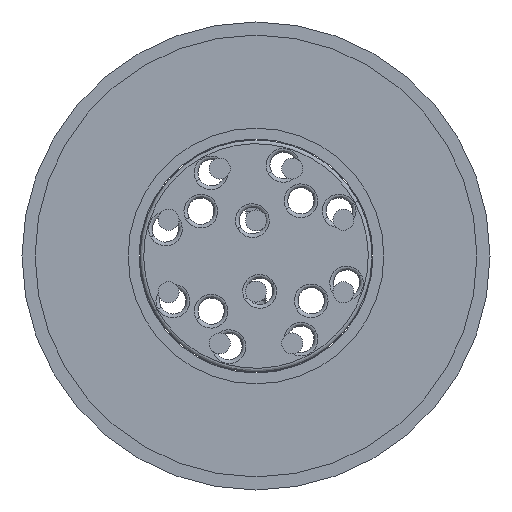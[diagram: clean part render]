
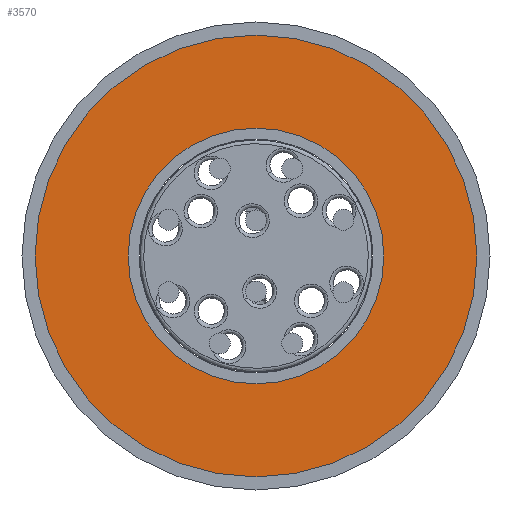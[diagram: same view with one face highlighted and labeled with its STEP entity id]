
A CAD part, left-side view. The second image highlights one B-rep face of the part: STEP entity #3570.
In plain terms, the highlighted planar face has unit normal (1, 0, 0).
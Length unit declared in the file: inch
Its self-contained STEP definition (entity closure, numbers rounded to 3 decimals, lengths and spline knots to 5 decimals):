
#26 = EDGE_CURVE ( 'NONE', #6376, #9083, #1631, .T. ) ;
#88 = EDGE_CURVE ( 'NONE', #9083, #6376, #1150, .T. ) ;
#182 = AXIS2_PLACEMENT_3D ( 'NONE', #2178, #7458, #2956 ) ;
#618 = CARTESIAN_POINT ( 'NONE',  ( 0., 0., 0. ) ) ;
#652 = FACE_BOUND ( 'NONE', #7881, .T. ) ;
#1150 = CIRCLE ( 'NONE', #4971, 0.59 ) ;
#1284 = VERTEX_POINT ( 'NONE', #3695 ) ;
#1405 = DIRECTION ( 'NONE',  ( 0., 0., 1. ) ) ;
#1426 = EDGE_CURVE ( 'NONE', #5683, #1284, #7856, .T. ) ;
#1438 = DIRECTION ( 'NONE',  ( 1., 0., 0. ) ) ;
#1631 = CIRCLE ( 'NONE', #3456, 0.59 ) ;
#2016 = CARTESIAN_POINT ( 'NONE',  ( 0., 0., -0.3415 ) ) ;
#2178 = CARTESIAN_POINT ( 'NONE',  ( 0., 0., 0. ) ) ;
#2634 = DIRECTION ( 'NONE',  ( -1., 0., 0. ) ) ;
#2822 = CIRCLE ( 'NONE', #8252, 0.3415 ) ;
#2956 = DIRECTION ( 'NONE',  ( 0., 0., 1. ) ) ;
#3175 = DIRECTION ( 'NONE',  ( 0., 0., -1. ) ) ;
#3242 = AXIS2_PLACEMENT_3D ( 'NONE', #5411, #7674, #3175 ) ;
#3456 = AXIS2_PLACEMENT_3D ( 'NONE', #618, #5925, #1405 ) ;
#3570 = ADVANCED_FACE ( 'NONE', ( #8212, #652 ), #6871, .T. ) ;
#3695 = CARTESIAN_POINT ( 'NONE',  ( 0., 0., 0.3415 ) ) ;
#4705 = ORIENTED_EDGE ( 'NONE', *, *, #6412, .T. ) ;
#4971 = AXIS2_PLACEMENT_3D ( 'NONE', #5948, #1438, #6696 ) ;
#5411 = CARTESIAN_POINT ( 'NONE',  ( 0., 0.59, 0. ) ) ;
#5545 = ORIENTED_EDGE ( 'NONE', *, *, #88, .T. ) ;
#5683 = VERTEX_POINT ( 'NONE', #2016 ) ;
#5925 = DIRECTION ( 'NONE',  ( 1., 0., 0. ) ) ;
#5948 = CARTESIAN_POINT ( 'NONE',  ( 0., 0., 0. ) ) ;
#6244 = ORIENTED_EDGE ( 'NONE', *, *, #1426, .T. ) ;
#6376 = VERTEX_POINT ( 'NONE', #7105 ) ;
#6412 = EDGE_CURVE ( 'NONE', #1284, #5683, #2822, .T. ) ;
#6696 = DIRECTION ( 'NONE',  ( 0., 0., 1. ) ) ;
#6871 = PLANE ( 'NONE',  #3242 ) ;
#7105 = CARTESIAN_POINT ( 'NONE',  ( 0., 0., -0.59 ) ) ;
#7132 = CARTESIAN_POINT ( 'NONE',  ( 0., 0., 0. ) ) ;
#7458 = DIRECTION ( 'NONE',  ( -1., 0., 0. ) ) ;
#7479 = CARTESIAN_POINT ( 'NONE',  ( 0., 0., 0.59 ) ) ;
#7674 = DIRECTION ( 'NONE',  ( 1., 0., 0. ) ) ;
#7856 = CIRCLE ( 'NONE', #182, 0.3415 ) ;
#7881 = EDGE_LOOP ( 'NONE', ( #4705, #6244 ) ) ;
#7905 = DIRECTION ( 'NONE',  ( 0., 0., 1. ) ) ;
#8212 = FACE_OUTER_BOUND ( 'NONE', #8231, .T. ) ;
#8231 = EDGE_LOOP ( 'NONE', ( #5545, #8241 ) ) ;
#8241 = ORIENTED_EDGE ( 'NONE', *, *, #26, .T. ) ;
#8252 = AXIS2_PLACEMENT_3D ( 'NONE', #7132, #2634, #7905 ) ;
#9083 = VERTEX_POINT ( 'NONE', #7479 ) ;
